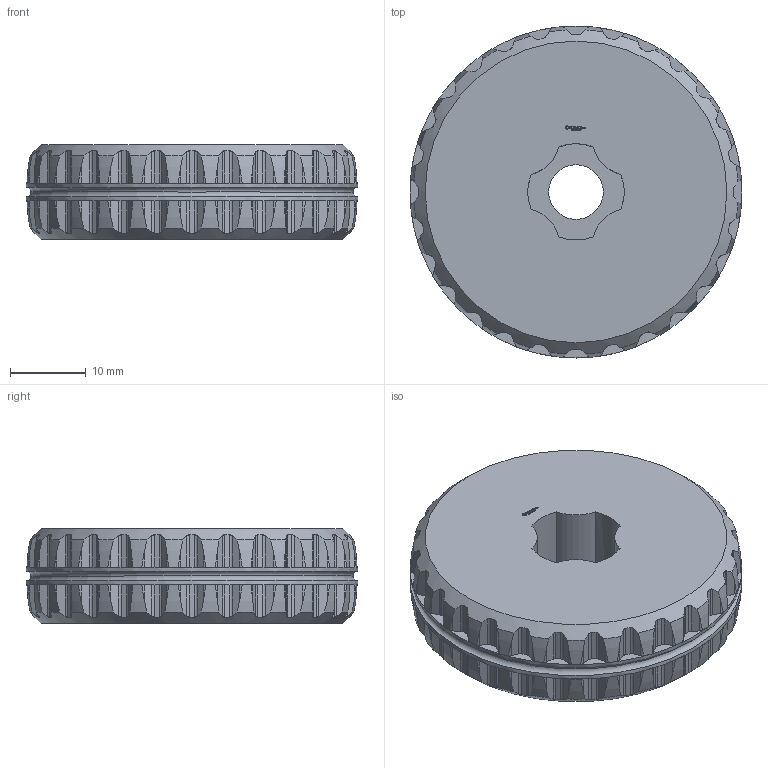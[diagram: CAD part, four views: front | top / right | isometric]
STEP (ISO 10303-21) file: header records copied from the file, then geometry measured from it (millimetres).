
FILE_DESCRIPTION(('FreeCAD Model'),'2;1');
FILE_NAME('Open CASCADE Shape Model','2024-12-31T22:24:23',(''),(''), 'Open CASCADE STEP processor 7.8','FreeCAD','Unknown');
FILE_SCHEMA(('AUTOMOTIVE_DESIGN { 1 0 10303 214 1 1 1 1 }'));
Length unit declared in the file: millimetre
Products named in the file (1): Wheel GND TTRD PLN BU03.50x01.00 - SPN-WHL-0007 (stemfie.org)
Bounding box: 43.75 x 43.75 x 12.5 mm (x, y, z)
Volume: 16333.3 mm3; surface area: 5281.2 mm2
Topology: 1 solids, 1 shells, 918 faces, 2609 edges, 1736 vertices
Faces by surface type: plane 487, cylinder 240, extrusion 118, revolution 56, cone 15, torus 2
Full cylindrical faces by diameter (mm): 2 x4, 7.2 x2, 43.75 x2
Entity records: 38629 total; most frequent: CARTESIAN_POINT 15308, ORIENTED_EDGE 5218, DIRECTION 4250, EDGE_CURVE 2609, VERTEX_POINT 1736, VECTOR 1592, LINE 1474, AXIS2_PLACEMENT_3D 1301
